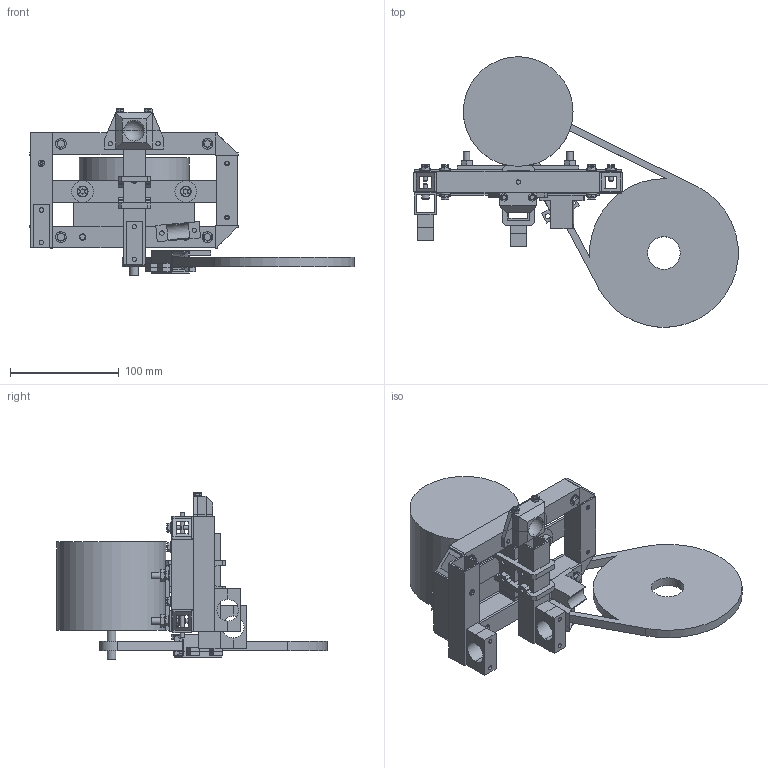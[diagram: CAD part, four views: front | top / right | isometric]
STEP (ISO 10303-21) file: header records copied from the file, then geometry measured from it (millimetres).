
FILE_DESCRIPTION(/* description */ (''),/* implementation_level */ '2;1');
FILE_NAME(/* name */ 'Assemblage support moteur V2 v9.step',/* time_stamp */ '2022-04-19T23:19:50+02:00',/* author */ (''),/* organization */ (''),/* preprocessor_version */ 'ST-DEVELOPER v18.1',/* originating_system */ 'Autodesk Translation Framework v10.10.0.1391',/* authorisation */ '');
FILE_SCHEMA (('AUTOMOTIVE_DESIGN { 1 0 10303 214 3 1 1 }'));
Length unit declared in the file: millimetre
Products named in the file (26): Assemblage support moteur V2; Tube alu 20x20 L150; Tube alu 20x20 L65; Piece liaison support moteur; Plat alu L191 l20 h2; moteur; Tube alu avant 20x20 L150; Plat alu L150 l20 h2; Vis M4 L10 avec rondelle; Vis M6 L20; Vis M6 L20 avec rondelle; Vis M4 L10 tete allen; Ecrou M6; Coque rotule moitie sans fixation; Ecrou M4; Coque rotule moitie fixation; Tige filetee d4 L115; Insert tube barre centrale; Tube central L55; Liaison support barres de fixation; Tube alu 20x20 L106; Renfort bas; Fixation support V2 moteur moitié cote tube; Schéma transmission; Guide chaine partie femelle; Guide chaine partie plate V2
Assembly tree (56 placements, depth 2):
  Assemblage support moteur V2
    Tube alu 20x20 L65  x2
    Piece liaison support moteur  x4
    Tube alu 20x20 L150
    Plat alu L191 l20 h2
    moteur
    Plat alu L150 l20 h2  x2
    Tube alu avant 20x20 L150
    Vis M4 L10 avec rondelle  x14
    Vis M6 L20  x2
    Vis M6 L20 avec rondelle  x2
    Tube alu 20x20 L106  x2
    Vis M4 L10 tete allen  x2
    Ecrou M6  x4
    Coque rotule moitie sans fixation
    Ecrou M4  x2
    Coque rotule moitie fixation
    Tige filetee d4 L115
    Insert tube barre centrale  x2
    Tube central L55
    Liaison support barres de fixation  x2
    Renfort bas
    Fixation support V2 moteur moitié cote tube  x4
    Schéma transmission
    Guide chaine partie femelle
    Guide chaine partie plate V2
Bounding box: 298.51 x 249.06 x 153.3 mm (x, y, z)
Volume: 1021032 mm3; surface area: 299093.9 mm2
Topology: 56 solids, 56 shells, 1172 faces, 2803 edges, 1779 vertices
Faces by surface type: plane 834, cylinder 298, cone 38, sphere 2
Full cylindrical faces by diameter (mm): 4 x97, 4.5 x8, 6 x24, 7 x2, 8 x2, 10 x18, 12 x2, 20 x2, 30 x1, 101 x1
Entity records: 16738 total; most frequent: DIRECTION 2751, CARTESIAN_POINT 2745, ORIENTED_EDGE 2604, EDGE_CURVE 1302, LINE 1059, VECTOR 1059, AXIS2_PLACEMENT_3D 846, VERTEX_POINT 840
